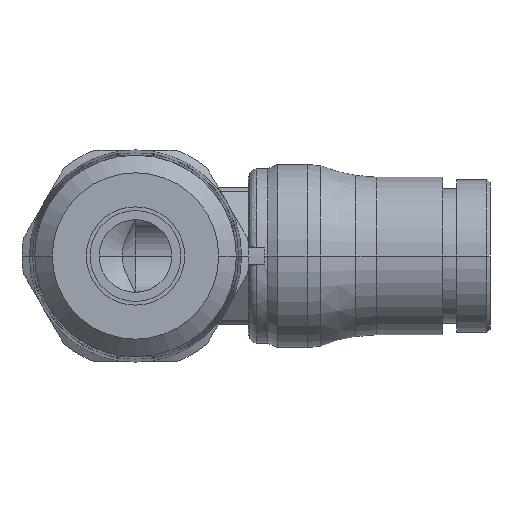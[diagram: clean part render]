
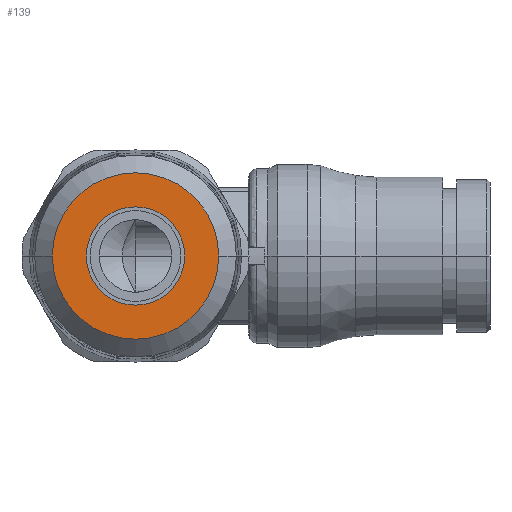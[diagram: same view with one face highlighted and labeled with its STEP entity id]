
A CAD part, front view. The second image highlights one B-rep face of the part: STEP entity #139.
In plain terms, the highlighted planar face has unit normal (0, -1, 0).
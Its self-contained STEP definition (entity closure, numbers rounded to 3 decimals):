
#139=ADVANCED_FACE('',(#414,#415),#416,.T.);
#414=FACE_BOUND('',#776,.T.);
#415=FACE_OUTER_BOUND('',#777,.T.);
#416=PLANE('',#778);
#776=EDGE_LOOP('',(#1662,#1663));
#777=EDGE_LOOP('',(#1664,#1665));
#778=AXIS2_PLACEMENT_3D('',#1666,#1667,#1668);
#1662=ORIENTED_EDGE('',*,*,#2477,.T.);
#1663=ORIENTED_EDGE('',*,*,#2589,.T.);
#1664=ORIENTED_EDGE('',*,*,#2450,.F.);
#1665=ORIENTED_EDGE('',*,*,#2612,.F.);
#1666=CARTESIAN_POINT('',(-20.676,-36.428,0.0));
#1667=DIRECTION('',(-0.0,-1.0,-0.0));
#1668=DIRECTION('',(-1.0,0.0,0.0));
#2450=EDGE_CURVE('',#2980,#2983,#2984,.T.);
#2477=EDGE_CURVE('',#3033,#3030,#3034,.T.);
#2589=EDGE_CURVE('',#3030,#3033,#3215,.T.);
#2612=EDGE_CURVE('',#2983,#2980,#3242,.T.);
#2980=VERTEX_POINT('',#3838);
#2983=VERTEX_POINT('',#3842);
#2984=CIRCLE('',#3843,5.498);
#3030=VERTEX_POINT('',#3919);
#3033=VERTEX_POINT('',#3923);
#3034=CIRCLE('',#3924,3.25);
#3215=CIRCLE('',#4530,3.25);
#3242=CIRCLE('',#4574,5.498);
#3838=CARTESIAN_POINT('',(-17.927,-36.428,0.0));
#3842=CARTESIAN_POINT('',(-28.923,-36.428,0.));
#3843=AXIS2_PLACEMENT_3D('',#5329,#5330,#5331);
#3919=CARTESIAN_POINT('',(-20.175,-36.428,0.));
#3923=CARTESIAN_POINT('',(-26.675,-36.428,0.));
#3924=AXIS2_PLACEMENT_3D('',#5379,#5380,#5381);
#4530=AXIS2_PLACEMENT_3D('',#5529,#5530,#5531);
#4574=AXIS2_PLACEMENT_3D('',#5595,#5596,#5597);
#5329=CARTESIAN_POINT('',(-23.425,-36.428,0.0));
#5330=DIRECTION('',(-0.0,1.0,0.0));
#5331=DIRECTION('',(1.0,0.0,0.0));
#5379=CARTESIAN_POINT('',(-23.425,-36.428,0.0));
#5380=DIRECTION('',(-0.0,1.0,0.0));
#5381=DIRECTION('',(1.0,0.0,0.0));
#5529=CARTESIAN_POINT('',(-23.425,-36.428,0.0));
#5530=DIRECTION('',(-0.0,1.0,0.0));
#5531=DIRECTION('',(1.0,0.0,0.0));
#5595=CARTESIAN_POINT('',(-23.425,-36.428,0.0));
#5596=DIRECTION('',(-0.0,1.0,0.0));
#5597=DIRECTION('',(1.0,0.0,0.0));
